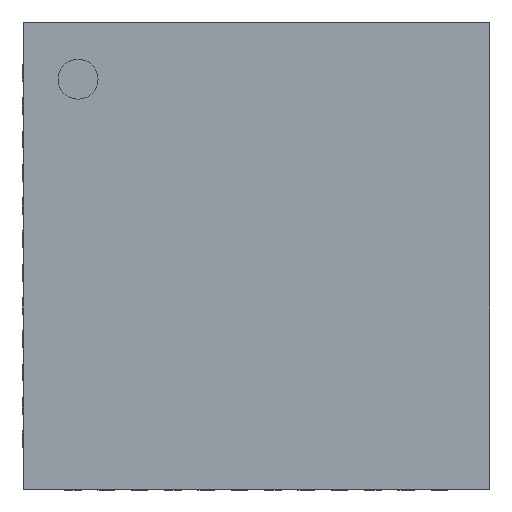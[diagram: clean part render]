
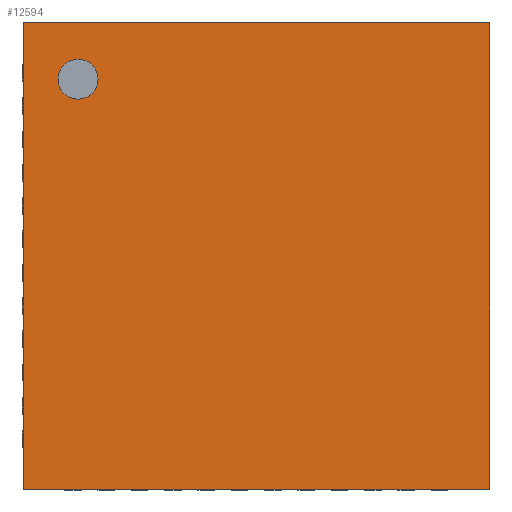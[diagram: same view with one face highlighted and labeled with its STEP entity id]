
A CAD part, top view. The second image highlights one B-rep face of the part: STEP entity #12594.
In plain terms, the highlighted planar face has unit normal (0, 0, 1).
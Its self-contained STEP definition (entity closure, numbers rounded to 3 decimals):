
#12454=CARTESIAN_POINT('',(-3.5,3.5,0.55));
#12455=VERTEX_POINT('',#12454);
#12462=CARTESIAN_POINT('',(3.5,3.5,0.55));
#12463=VERTEX_POINT('',#12462);
#12464=CARTESIAN_POINT('',(-3.5,3.5,0.55));
#12465=DIRECTION('',(1.,0.,-0.));
#12466=VECTOR('',#12465,7.);
#12467=LINE('',#12464,#12466);
#12468=EDGE_CURVE('',#12455,#12463,#12467,.T.);
#12492=CARTESIAN_POINT('',(-3.5,-3.5,0.55));
#12493=VERTEX_POINT('',#12492);
#12500=CARTESIAN_POINT('',(-3.5,3.5,0.55));
#12501=DIRECTION('',(0.,-1.,0.));
#12502=VECTOR('',#12501,7.);
#12503=LINE('',#12500,#12502);
#12504=EDGE_CURVE('',#12455,#12493,#12503,.T.);
#12523=CARTESIAN_POINT('',(3.5,-3.5,0.55));
#12524=VERTEX_POINT('',#12523);
#12531=CARTESIAN_POINT('',(-3.5,-3.5,0.55));
#12532=DIRECTION('',(1.,0.,-0.));
#12533=VECTOR('',#12532,7.);
#12534=LINE('',#12531,#12533);
#12535=EDGE_CURVE('',#12493,#12524,#12534,.T.);
#12553=CARTESIAN_POINT('',(3.5,3.5,0.55));
#12554=DIRECTION('',(0.,-1.,0.));
#12555=VECTOR('',#12554,7.);
#12556=LINE('',#12553,#12555);
#12557=EDGE_CURVE('',#12463,#12524,#12556,.T.);
#12563=CARTESIAN_POINT('',(0.,0.,0.55));
#12564=DIRECTION('',(0.,0.,1.));
#12565=DIRECTION('',(1.,0.,0.));
#12566=AXIS2_PLACEMENT_3D('',#12563,#12564,#12565);
#12567=PLANE('',#12566);
#12568=CARTESIAN_POINT('',(-2.974,2.652,0.55));
#12569=VERTEX_POINT('',#12568);
#12570=CARTESIAN_POINT('',(-2.374,2.652,0.55));
#12571=VERTEX_POINT('',#12570);
#12572=CARTESIAN_POINT('',(-2.674,2.652,0.55));
#12573=DIRECTION('',(0.,0.,1.));
#12574=DIRECTION('',(1.,0.,-0.));
#12575=AXIS2_PLACEMENT_3D('',#12572,#12573,#12574);
#12576=CIRCLE('',#12575,0.3);
#12577=EDGE_CURVE('',#12569,#12571,#12576,.T.);
#12578=ORIENTED_EDGE('',*,*,#12577,.F.);
#12579=CARTESIAN_POINT('',(-2.674,2.652,0.55));
#12580=DIRECTION('',(0.,0.,1.));
#12581=DIRECTION('',(1.,0.,-0.));
#12582=AXIS2_PLACEMENT_3D('',#12579,#12580,#12581);
#12583=CIRCLE('',#12582,0.3);
#12584=EDGE_CURVE('',#12571,#12569,#12583,.T.);
#12585=ORIENTED_EDGE('',*,*,#12584,.F.);
#12586=EDGE_LOOP('',(#12578,#12585));
#12587=FACE_BOUND('',#12586,.T.);
#12588=ORIENTED_EDGE('',*,*,#12468,.F.);
#12589=ORIENTED_EDGE('',*,*,#12504,.T.);
#12590=ORIENTED_EDGE('',*,*,#12535,.T.);
#12591=ORIENTED_EDGE('',*,*,#12557,.F.);
#12592=EDGE_LOOP('',(#12588,#12589,#12590,#12591));
#12593=FACE_BOUND('',#12592,.T.);
#12594=ADVANCED_FACE('',(#12587,#12593),#12567,.T.);
